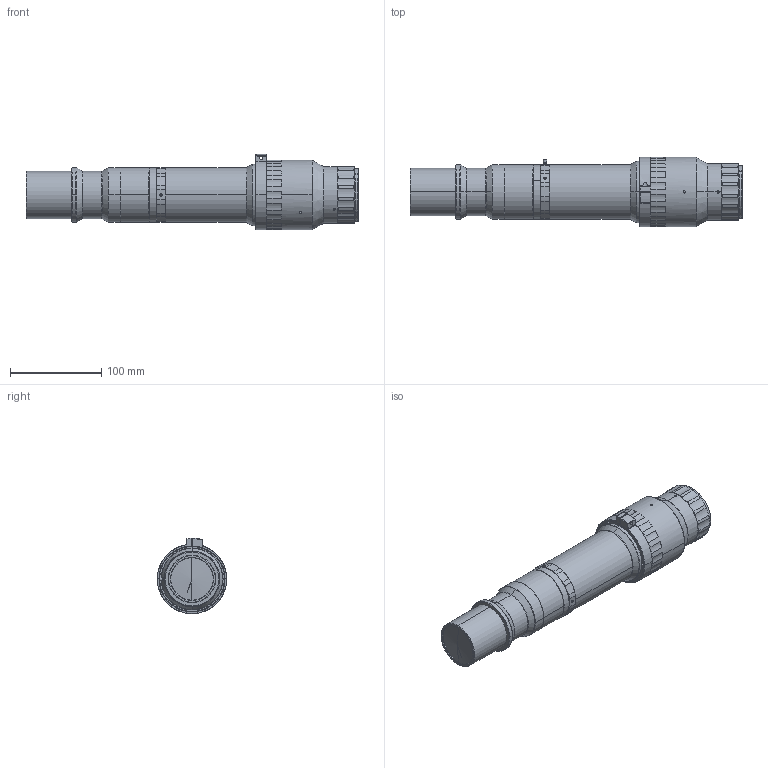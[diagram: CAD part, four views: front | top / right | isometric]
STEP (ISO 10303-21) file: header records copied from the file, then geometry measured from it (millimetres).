
FILE_DESCRIPTION (( 'STEP AP203' ), '1' );
FILE_NAME ('DTCA35F-14.6-G-M58-AL.STEP', '2023-03-17T06:48:33', ( '' ), ( '' ), 'SwSTEP 2.0', 'SolidWorks 2017', '' );
FILE_SCHEMA (( 'CONFIG_CONTROL_DESIGN' ));
Length unit declared in the file: millimetre
Products named in the file (1): DTCA35F-14.6-G-M58-AL
Bounding box: 363.45 x 76 x 82.49 mm (x, y, z)
Volume: 1017092.1 mm3; surface area: 90686.1 mm2
Topology: 1 solids, 2 shells, 499 faces, 1312 edges, 806 vertices
Faces by surface type: cone 174, cylinder 170, plane 133, bspline 22
Entity records: 16705 total; most frequent: CARTESIAN_POINT 4372, DIRECTION 2667, ORIENTED_EDGE 2616, EDGE_CURVE 1308, AXIS2_PLACEMENT_3D 1141, VERTEX_POINT 806, CIRCLE 663, EDGE_LOOP 532
